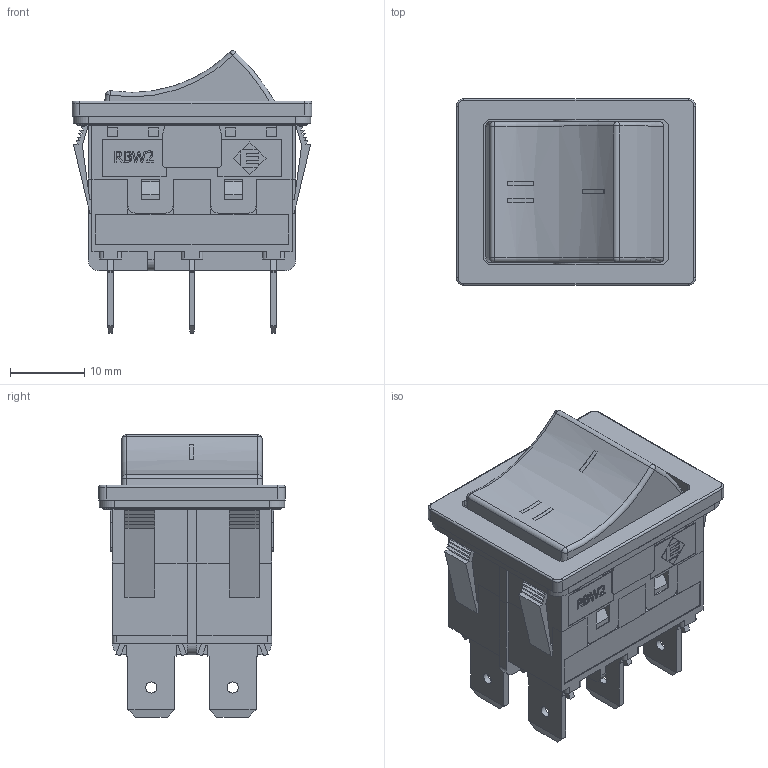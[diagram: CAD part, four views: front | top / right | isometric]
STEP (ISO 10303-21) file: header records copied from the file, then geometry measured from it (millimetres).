
FILE_DESCRIPTION(/* description */ (''),/* implementation_level */ '2;1');
FILE_NAME(/* name */ 'RBW2BxxxxxxDF0.stp',/* time_stamp */ '2025-06-03T10:18:11-05:00',/* author */ ('mroman'),/* organization */ (''),/* preprocessor_version */ 'ST-DEVELOPER v18.1',/* originating_system */ 'Autodesk Inventor 2022',/* authorisation */ '');
FILE_SCHEMA (('AUTOMOTIVE_DESIGN { 1 0 10303 214 3 1 1 }'));
Length unit declared in the file: centimetre
Products named in the file (1): RBW2BxxxxxxDF0
Bounding box: 32.3 x 25.2 x 38.09 mm (x, y, z)
Volume: 7636 mm3; surface area: 12927.9 mm2
Topology: 1 solids, 2 shells, 1251 faces, 3592 edges, 2342 vertices
Faces by surface type: plane 948, cylinder 145, bspline 130, torus 22, sphere 4, cone 2
Full cylindrical faces by diameter (mm): 1.5 x6, 2.05 x1, 2.8 x2, 3.5 x2, 3.6 x2, 3.9 x2, 4.4 x2, 5.4 x2, 5.8 x2, 6.8 x1
Entity records: 41419 total; most frequent: CARTESIAN_POINT 9112, ORIENTED_EDGE 7176, DIRECTION 5928, EDGE_CURVE 3588, LINE 2940, VECTOR 2940, VERTEX_POINT 2342, AXIS2_PLACEMENT_3D 1494
